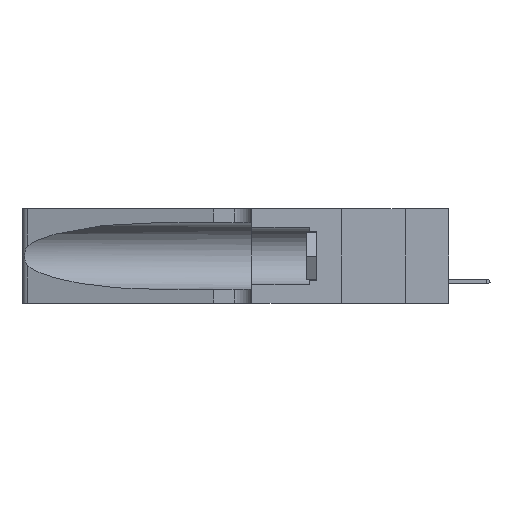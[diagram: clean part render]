
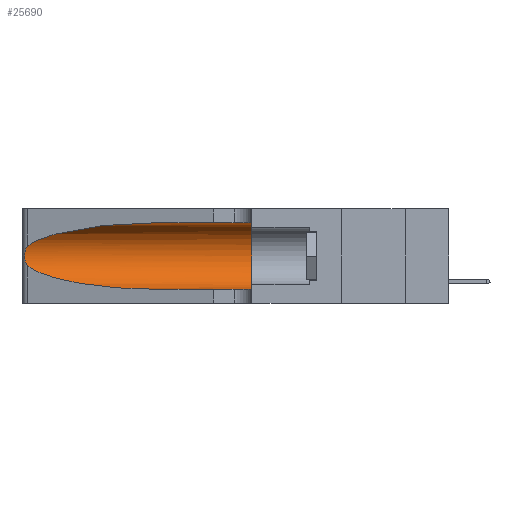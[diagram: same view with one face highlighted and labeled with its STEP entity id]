
A CAD part, left-side view. The second image highlights one B-rep face of the part: STEP entity #25690.
In plain terms, the highlighted cylindrical face has radius 3.308 mm (diameter 6.617 mm), a partial arc.
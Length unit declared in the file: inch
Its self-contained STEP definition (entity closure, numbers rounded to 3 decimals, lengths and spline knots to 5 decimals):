
#1355 = ORIENTED_EDGE ( 'NONE', *, *, #20094, .T. ) ;
#1757 = EDGE_LOOP ( 'NONE', ( #20468, #33194, #1355, #31501, #15756, #2790 ) ) ;
#2790 = ORIENTED_EDGE ( 'NONE', *, *, #33793, .F. ) ;
#3979 = LINE ( 'NONE', #4494, #24097 ) ;
#4494 = CARTESIAN_POINT ( 'NONE',  ( 0.1305, 1.61858, 0.31525 ) ) ;
#4781 = EDGE_CURVE ( 'NONE', #15949, #4818, #20866, .T. ) ;
#4818 = VERTEX_POINT ( 'NONE', #26625 ) ;
#5601 = CARTESIAN_POINT ( 'NONE',  ( 0.25639, 1.23184, 0.21858 ) ) ;
#5946 = CARTESIAN_POINT ( 'NONE',  ( 0.1305, 0.72297, 0.05475 ) ) ;
#6405 = CARTESIAN_POINT ( 'NONE',  ( 0.1305, 0.72297, 0.31525 ) ) ;
#7525 = VECTOR ( 'NONE', #33001, 39.37008 ) ;
#8197 = CARTESIAN_POINT ( 'NONE',  ( 0.26018, 1.23835, 0.19895 ) ) ;
#8383 = CARTESIAN_POINT ( 'NONE',  ( 0.1305, 1.61858, 0.185 ) ) ;
#9165 = CARTESIAN_POINT ( 'NONE',  ( 0.1305, 0.35, 0.05475 ) ) ;
#9244 = CARTESIAN_POINT ( 'NONE',  ( 0.2373, 1.15595, 0.28018 ) ) ;
#9356 = CARTESIAN_POINT ( 'NONE',  ( 0.25487, 1.22718, 0.22369 ) ) ;
#10287 = VERTEX_POINT ( 'NONE', #13495 ) ;
#10549 = VERTEX_POINT ( 'NONE', #18746 ) ;
#10824 = CARTESIAN_POINT ( 'NONE',  ( 0.26017, 1.23833, 0.17102 ) ) ;
#10938 = CARTESIAN_POINT ( 'NONE',  ( 0.25639, 1.23186, 0.15144 ) ) ;
#11582 = VERTEX_POINT ( 'NONE', #9165 ) ;
#11787 = EDGE_CURVE ( 'NONE', #10549, #11582, #32695, .T. ) ;
#11887 = CARTESIAN_POINT ( 'NONE',  ( 0.25487, 1.22718, 0.14631 ) ) ;
#13322 = CARTESIAN_POINT ( 'NONE',  ( 0.1305, 0.72297, 0.05475 ) ) ;
#13495 = CARTESIAN_POINT ( 'NONE',  ( 0.25487, 1.22718, 0.14631 ) ) ;
#13637 = DIRECTION ( 'NONE',  ( 0., -1., 0. ) ) ;
#14101 = DIRECTION ( 'NONE',  ( 0., 0., -1. ) ) ;
#14254 = CARTESIAN_POINT ( 'NONE',  ( 0.25487, 1.22718, 0.14631 ) ) ;
#14667 = CARTESIAN_POINT ( 'NONE',  ( 0.2373, 1.15595, 0.08982 ) ) ;
#15756 = ORIENTED_EDGE ( 'NONE', *, *, #11787, .F. ) ;
#15949 = VERTEX_POINT ( 'NONE', #30693 ) ;
#16142 = AXIS2_PLACEMENT_3D ( 'NONE', #29123, #32115, #31998 ) ;
#16239 =( BOUNDED_CURVE ( )  B_SPLINE_CURVE ( 3, ( #11887, #14667, #16493, #5946 ),
 .UNSPECIFIED., .F., .F. ) 
 B_SPLINE_CURVE_WITH_KNOTS ( ( 4, 4 ),
 ( 3.44316, 4.71239 ),
 .UNSPECIFIED. ) 
 CURVE ( )  GEOMETRIC_REPRESENTATION_ITEM ( )  RATIONAL_B_SPLINE_CURVE ( ( 1., 0.87, 0.87, 1. ) ) 
 REPRESENTATION_ITEM ( '' )  );
#16493 = CARTESIAN_POINT ( 'NONE',  ( 0.18966, 0.96281, 0.05475 ) ) ;
#16660 = B_SPLINE_CURVE_WITH_KNOTS ( 'NONE', 3,
 ( #18638, #21295, #5601, #26628, #23989, #8197, #26851, #18750, #10824, #29273, #21407, #10938, #32832, #14254 ),
 .UNSPECIFIED., .F., .F.,
 ( 4, 2, 2, 2, 2, 2, 4 ),
 ( 0., 0.00027, 0.00053, 0.00107, 0.0016, 0.00187, 0.00214 ),
 .UNSPECIFIED. ) ;
#17251 = EDGE_CURVE ( 'NONE', #31446, #11582, #17823, .T. ) ;
#17395 = FACE_OUTER_BOUND ( 'NONE', #1757, .T. ) ;
#17823 = LINE ( 'NONE', #21479, #7525 ) ;
#18093 = AXIS2_PLACEMENT_3D ( 'NONE', #8383, #13637, #14101 ) ;
#18638 = CARTESIAN_POINT ( 'NONE',  ( 0.25487, 1.22718, 0.22369 ) ) ;
#18746 = CARTESIAN_POINT ( 'NONE',  ( 0.1305, 0.35, 0.31525 ) ) ;
#18750 = CARTESIAN_POINT ( 'NONE',  ( 0.26075, 1.23896, 0.178 ) ) ;
#20094 = EDGE_CURVE ( 'NONE', #10287, #31446, #16239, .T. ) ;
#20468 = ORIENTED_EDGE ( 'NONE', *, *, #4781, .T. ) ;
#20866 =( BOUNDED_CURVE ( )  B_SPLINE_CURVE ( 3, ( #6405, #30243, #9244, #9356 ),
 .UNSPECIFIED., .F., .F. ) 
 B_SPLINE_CURVE_WITH_KNOTS ( ( 4, 4 ),
 ( 1.5708, 2.84003 ),
 .UNSPECIFIED. ) 
 CURVE ( )  GEOMETRIC_REPRESENTATION_ITEM ( )  RATIONAL_B_SPLINE_CURVE ( ( 1., 0.87, 0.87, 1. ) ) 
 REPRESENTATION_ITEM ( '' )  );
#21295 = CARTESIAN_POINT ( 'NONE',  ( 0.25555, 1.22994, 0.2215 ) ) ;
#21407 = CARTESIAN_POINT ( 'NONE',  ( 0.25789, 1.23486, 0.15765 ) ) ;
#21479 = CARTESIAN_POINT ( 'NONE',  ( 0.1305, 1.61858, 0.05475 ) ) ;
#21489 = EDGE_CURVE ( 'NONE', #4818, #10287, #16660, .T. ) ;
#23989 = CARTESIAN_POINT ( 'NONE',  ( 0.25854, 1.2359, 0.20912 ) ) ;
#24097 = VECTOR ( 'NONE', #31053, 39.37008 ) ;
#25690 = ADVANCED_FACE ( 'NONE', ( #17395 ), #31443, .F. ) ;
#26625 = CARTESIAN_POINT ( 'NONE',  ( 0.25487, 1.22718, 0.22369 ) ) ;
#26628 = CARTESIAN_POINT ( 'NONE',  ( 0.25787, 1.23484, 0.2124 ) ) ;
#26851 = CARTESIAN_POINT ( 'NONE',  ( 0.26075, 1.23896, 0.19203 ) ) ;
#29123 = CARTESIAN_POINT ( 'NONE',  ( 0.1305, 0.35, 0.185 ) ) ;
#29273 = CARTESIAN_POINT ( 'NONE',  ( 0.25856, 1.23593, 0.16098 ) ) ;
#30243 = CARTESIAN_POINT ( 'NONE',  ( 0.18966, 0.96281, 0.31525 ) ) ;
#30693 = CARTESIAN_POINT ( 'NONE',  ( 0.1305, 0.72297, 0.31525 ) ) ;
#31053 = DIRECTION ( 'NONE',  ( 0., -1., 0. ) ) ;
#31443 = CYLINDRICAL_SURFACE ( 'NONE', #18093, 0.13025 ) ;
#31446 = VERTEX_POINT ( 'NONE', #13322 ) ;
#31501 = ORIENTED_EDGE ( 'NONE', *, *, #17251, .T. ) ;
#31998 = DIRECTION ( 'NONE',  ( 0., 0., 1. ) ) ;
#32115 = DIRECTION ( 'NONE',  ( 0., 1., 0. ) ) ;
#32695 = CIRCLE ( 'NONE', #16142, 0.13025 ) ;
#32832 = CARTESIAN_POINT ( 'NONE',  ( 0.25555, 1.22993, 0.14849 ) ) ;
#33001 = DIRECTION ( 'NONE',  ( 0., -1., 0. ) ) ;
#33194 = ORIENTED_EDGE ( 'NONE', *, *, #21489, .T. ) ;
#33793 = EDGE_CURVE ( 'NONE', #15949, #10549, #3979, .T. ) ;
